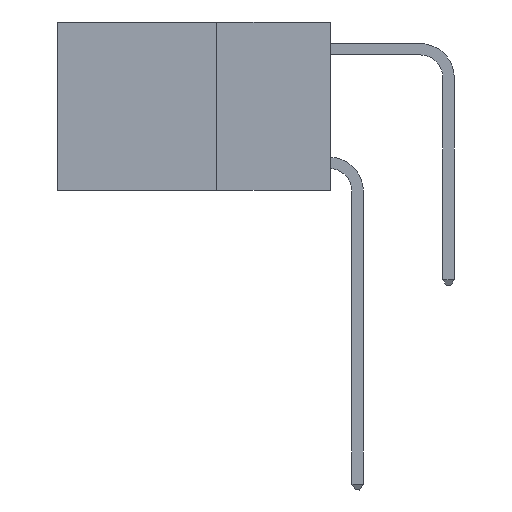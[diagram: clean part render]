
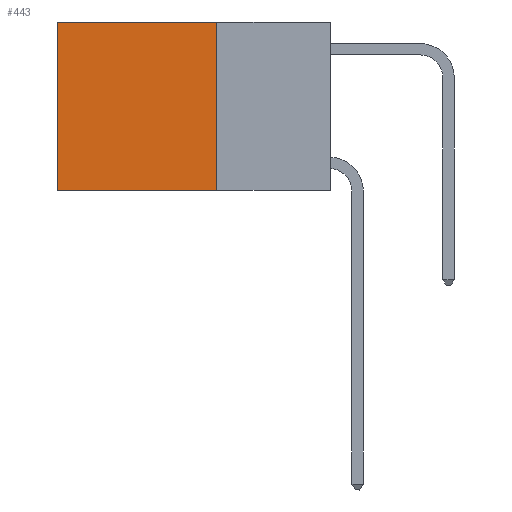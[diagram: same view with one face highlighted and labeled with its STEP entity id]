
A CAD part, left-side view. The second image highlights one B-rep face of the part: STEP entity #443.
In plain terms, the highlighted planar face has unit normal (-1, 0, 0).
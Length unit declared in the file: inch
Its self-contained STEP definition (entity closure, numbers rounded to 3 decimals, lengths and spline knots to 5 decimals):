
#124 = EDGE_LOOP ( 'NONE', ( #9982, #2475, #1398, #10226 ) ) ;
#170 = DIRECTION ( 'NONE',  ( 1., 0., 0. ) ) ;
#443 = ADVANCED_FACE ( 'NONE', ( #16336 ), #6783, .F. ) ;
#1398 = ORIENTED_EDGE ( 'NONE', *, *, #11271, .F. ) ;
#1958 = EDGE_CURVE ( 'NONE', #3045, #9996, #6128, .T. ) ;
#2009 = LINE ( 'NONE', #3298, #8621 ) ;
#2155 = EDGE_CURVE ( 'NONE', #15613, #9996, #5502, .T. ) ;
#2178 = VECTOR ( 'NONE', #11901, 39.37008 ) ;
#2218 = LINE ( 'NONE', #6233, #8837 ) ;
#2475 = ORIENTED_EDGE ( 'NONE', *, *, #1958, .F. ) ;
#2798 = VECTOR ( 'NONE', #15830, 39.37008 ) ;
#3045 = VERTEX_POINT ( 'NONE', #15709 ) ;
#3298 = CARTESIAN_POINT ( 'NONE',  ( 0.2625, 0.25, 0. ) ) ;
#5077 = VERTEX_POINT ( 'NONE', #16044 ) ;
#5502 = LINE ( 'NONE', #12288, #2798 ) ;
#6128 = LINE ( 'NONE', #11984, #2178 ) ;
#6233 = CARTESIAN_POINT ( 'NONE',  ( 0.2625, 0.25, 0. ) ) ;
#6767 = AXIS2_PLACEMENT_3D ( 'NONE', #13341, #170, #9472 ) ;
#6783 = PLANE ( 'NONE',  #6767 ) ;
#6803 = CARTESIAN_POINT ( 'NONE',  ( 0.2625, 0.6, -0.37 ) ) ;
#8621 = VECTOR ( 'NONE', #16261, 39.37008 ) ;
#8837 = VECTOR ( 'NONE', #14035, 39.37008 ) ;
#9472 = DIRECTION ( 'NONE',  ( 0., 0., -1. ) ) ;
#9982 = ORIENTED_EDGE ( 'NONE', *, *, #2155, .T. ) ;
#9996 = VERTEX_POINT ( 'NONE', #6803 ) ;
#10226 = ORIENTED_EDGE ( 'NONE', *, *, #15516, .T. ) ;
#11271 = EDGE_CURVE ( 'NONE', #5077, #3045, #2009, .T. ) ;
#11901 = DIRECTION ( 'NONE',  ( 0., 1., 0. ) ) ;
#11984 = CARTESIAN_POINT ( 'NONE',  ( 0.2625, 0.25, -0.37 ) ) ;
#12288 = CARTESIAN_POINT ( 'NONE',  ( 0.2625, 0.6, 0. ) ) ;
#13341 = CARTESIAN_POINT ( 'NONE',  ( 0.2625, 0.25, 0. ) ) ;
#14035 = DIRECTION ( 'NONE',  ( 0., 1., 0. ) ) ;
#15451 = CARTESIAN_POINT ( 'NONE',  ( 0.2625, 0.6, 0. ) ) ;
#15516 = EDGE_CURVE ( 'NONE', #5077, #15613, #2218, .T. ) ;
#15613 = VERTEX_POINT ( 'NONE', #15451 ) ;
#15709 = CARTESIAN_POINT ( 'NONE',  ( 0.2625, 0.25, -0.37 ) ) ;
#15830 = DIRECTION ( 'NONE',  ( 0., 0., -1. ) ) ;
#16044 = CARTESIAN_POINT ( 'NONE',  ( 0.2625, 0.25, 0. ) ) ;
#16261 = DIRECTION ( 'NONE',  ( 0., 0., -1. ) ) ;
#16336 = FACE_OUTER_BOUND ( 'NONE', #124, .T. ) ;
